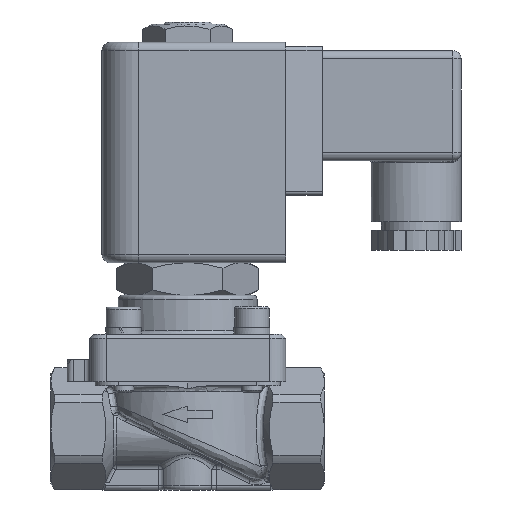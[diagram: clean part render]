
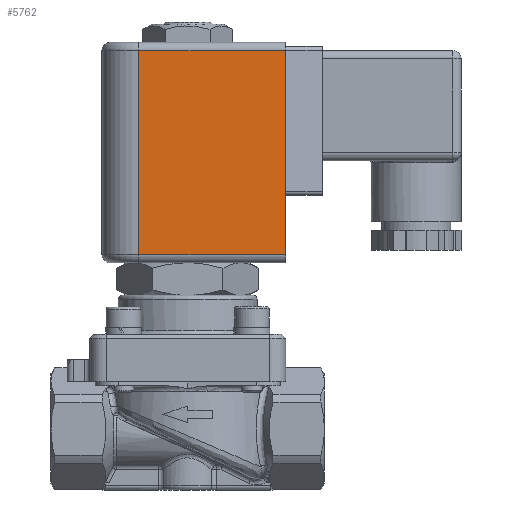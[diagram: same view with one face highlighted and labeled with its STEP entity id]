
A CAD part, left-side view. The second image highlights one B-rep face of the part: STEP entity #5762.
In plain terms, the highlighted planar face has unit normal (-1, 0, 0).
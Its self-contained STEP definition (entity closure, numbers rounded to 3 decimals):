
#479=LINE('',#8731,#831);
#481=LINE('',#8738,#833);
#487=LINE('',#8760,#839);
#488=LINE('',#8762,#840);
#831=VECTOR('',#7008,36.);
#833=VECTOR('',#7016,50.);
#839=VECTOR('',#7046,50.);
#840=VECTOR('',#7049,36.);
#1155=PLANE('',#6209);
#1388=FACE_OUTER_BOUND('',#1781,.T.);
#1781=EDGE_LOOP('',(#4125,#4126,#4127,#4128));
#2549=VERTEX_POINT('',#8725);
#2550=VERTEX_POINT('',#8729);
#2552=VERTEX_POINT('',#8736);
#2556=VERTEX_POINT('',#8756);
#3134=EDGE_CURVE('',#2550,#2549,#479,.T.);
#3138=EDGE_CURVE('',#2550,#2552,#481,.T.);
#3150=EDGE_CURVE('',#2549,#2556,#487,.T.);
#3151=EDGE_CURVE('',#2556,#2552,#488,.T.);
#4125=ORIENTED_EDGE('',*,*,#3134,.F.);
#4126=ORIENTED_EDGE('',*,*,#3138,.T.);
#4127=ORIENTED_EDGE('',*,*,#3151,.F.);
#4128=ORIENTED_EDGE('',*,*,#3150,.F.);
#5762=ADVANCED_FACE('',(#1388),#1155,.T.);
#6209=AXIS2_PLACEMENT_3D('',#8766,#7055,#7056);
#7008=DIRECTION('',(0.,1.,0.));
#7016=DIRECTION('',(0.,0.,1.));
#7046=DIRECTION('',(0.,0.,1.));
#7049=DIRECTION('',(0.,-1.,0.));
#7055=DIRECTION('center_axis',(-1.,0.,0.));
#7056=DIRECTION('ref_axis',(0.,0.,1.));
#8725=CARTESIAN_POINT('',(-18.,12.,40.7));
#8729=CARTESIAN_POINT('',(-18.,-24.,40.7));
#8731=CARTESIAN_POINT('',(-18.,-12.75,40.7));
#8736=CARTESIAN_POINT('',(-18.,-24.,90.7));
#8738=CARTESIAN_POINT('',(-18.,-24.,38.7));
#8756=CARTESIAN_POINT('',(-18.,12.,90.7));
#8760=CARTESIAN_POINT('',(-18.,12.,38.7));
#8762=CARTESIAN_POINT('',(-18.,-12.75,90.7));
#8766=CARTESIAN_POINT('Origin',(-18.,-24.,38.7));
